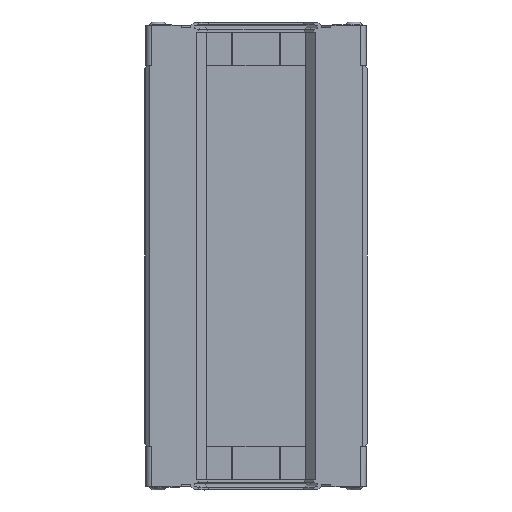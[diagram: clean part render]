
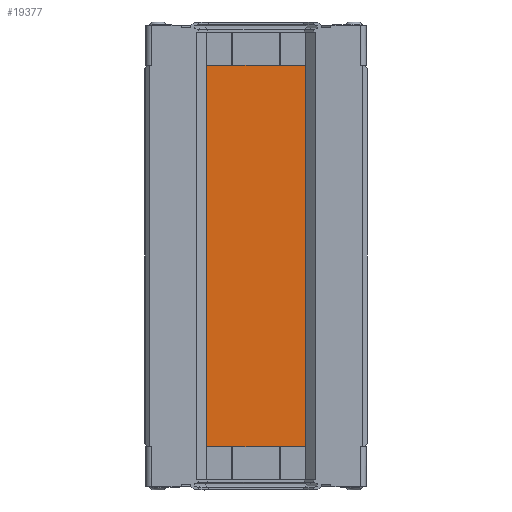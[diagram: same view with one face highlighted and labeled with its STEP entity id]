
A CAD part, front view. The second image highlights one B-rep face of the part: STEP entity #19377.
In plain terms, the highlighted planar face has unit normal (0, -1, 0).
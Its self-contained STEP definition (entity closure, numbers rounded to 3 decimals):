
#249=LINE('',#27180,#2415);
#290=LINE('',#27263,#2456);
#376=LINE('',#27577,#2542);
#417=LINE('',#27660,#2583);
#504=LINE('',#27956,#2670);
#528=LINE('',#28004,#2694);
#541=LINE('',#28044,#2707);
#542=LINE('',#28045,#2708);
#543=LINE('',#28047,#2709);
#544=LINE('',#28049,#2710);
#545=LINE('',#28050,#2711);
#546=LINE('',#28051,#2712);
#2415=VECTOR('',#22000,15.);
#2456=VECTOR('',#22069,15.);
#2542=VECTOR('',#22343,15.);
#2583=VECTOR('',#22412,15.);
#2670=VECTOR('',#22677,44.2);
#2694=VECTOR('',#22709,44.2);
#2707=VECTOR('',#22740,201.);
#2708=VECTOR('',#22741,0.649);
#2709=VECTOR('',#22742,0.649);
#2710=VECTOR('',#22743,201.);
#2711=VECTOR('',#22744,0.649);
#2712=VECTOR('',#22745,0.649);
#5052=FACE_OUTER_BOUND('',#6202,.T.);
#6202=EDGE_LOOP('',(#12766,#12767,#12768,#12769,#12770,#12771,#12772,#12773,
#12774,#12775,#12776,#12777));
#7620=VERTEX_POINT('',#27177);
#7621=VERTEX_POINT('',#27179);
#7648=VERTEX_POINT('',#27261);
#7649=VERTEX_POINT('',#27262);
#7746=VERTEX_POINT('',#27574);
#7747=VERTEX_POINT('',#27576);
#7774=VERTEX_POINT('',#27658);
#7775=VERTEX_POINT('',#27659);
#7896=VERTEX_POINT('',#28042);
#7897=VERTEX_POINT('',#28043);
#7898=VERTEX_POINT('',#28046);
#7899=VERTEX_POINT('',#28048);
#9370=EDGE_CURVE('',#7621,#7620,#249,.T.);
#9411=EDGE_CURVE('',#7648,#7649,#290,.T.);
#9544=EDGE_CURVE('',#7747,#7746,#376,.T.);
#9585=EDGE_CURVE('',#7774,#7775,#417,.T.);
#9712=EDGE_CURVE('',#7621,#7648,#504,.T.);
#9736=EDGE_CURVE('',#7774,#7747,#528,.T.);
#9753=EDGE_CURVE('',#7896,#7897,#541,.T.);
#9754=EDGE_CURVE('',#7649,#7897,#542,.T.);
#9755=EDGE_CURVE('',#7898,#7620,#543,.T.);
#9756=EDGE_CURVE('',#7899,#7898,#544,.T.);
#9757=EDGE_CURVE('',#7775,#7899,#545,.T.);
#9758=EDGE_CURVE('',#7896,#7746,#546,.T.);
#12766=ORIENTED_EDGE('',*,*,#9753,.T.);
#12767=ORIENTED_EDGE('',*,*,#9754,.F.);
#12768=ORIENTED_EDGE('',*,*,#9411,.F.);
#12769=ORIENTED_EDGE('',*,*,#9712,.F.);
#12770=ORIENTED_EDGE('',*,*,#9370,.T.);
#12771=ORIENTED_EDGE('',*,*,#9755,.F.);
#12772=ORIENTED_EDGE('',*,*,#9756,.F.);
#12773=ORIENTED_EDGE('',*,*,#9757,.F.);
#12774=ORIENTED_EDGE('',*,*,#9585,.F.);
#12775=ORIENTED_EDGE('',*,*,#9736,.T.);
#12776=ORIENTED_EDGE('',*,*,#9544,.T.);
#12777=ORIENTED_EDGE('',*,*,#9758,.F.);
#17427=PLANE('',#20583);
#19377=ADVANCED_FACE('',(#5052),#17427,.F.);
#20583=AXIS2_PLACEMENT_3D('',#28041,#22738,#22739);
#22000=DIRECTION('',(0.,0.,1.));
#22069=DIRECTION('',(0.,0.,1.));
#22343=DIRECTION('',(0.,0.,-1.));
#22412=DIRECTION('',(0.,0.,-1.));
#22677=DIRECTION('',(1.,0.,0.));
#22709=DIRECTION('',(1.,0.,0.));
#22738=DIRECTION('center_axis',(0.,1.,0.));
#22739=DIRECTION('ref_axis',(0.,0.,1.));
#22740=DIRECTION('',(0.,0.,1.));
#22741=DIRECTION('',(1.,0.,0.));
#22742=DIRECTION('',(1.,0.,0.));
#22743=DIRECTION('',(0.,0.,1.));
#22744=DIRECTION('',(-1.,0.,0.));
#22745=DIRECTION('',(-1.,0.,0.));
#27177=CARTESIAN_POINT('',(-22.1,7.1,100.5));
#27179=CARTESIAN_POINT('',(-22.1,7.1,85.5));
#27180=CARTESIAN_POINT('',(-22.1,7.1,85.5));
#27261=CARTESIAN_POINT('',(22.1,7.1,85.5));
#27262=CARTESIAN_POINT('',(22.1,7.1,100.5));
#27263=CARTESIAN_POINT('',(22.1,7.1,85.5));
#27574=CARTESIAN_POINT('',(22.1,7.1,-100.5));
#27576=CARTESIAN_POINT('',(22.1,7.1,-85.5));
#27577=CARTESIAN_POINT('',(22.1,7.1,-85.5));
#27658=CARTESIAN_POINT('',(-22.1,7.1,-85.5));
#27659=CARTESIAN_POINT('',(-22.1,7.1,-100.5));
#27660=CARTESIAN_POINT('',(-22.1,7.1,-85.5));
#27956=CARTESIAN_POINT('',(-22.749,7.1,85.5));
#28004=CARTESIAN_POINT('',(-22.749,7.1,-85.5));
#28041=CARTESIAN_POINT('Origin',(22.749,7.1,85.5));
#28042=CARTESIAN_POINT('',(22.749,7.1,-100.5));
#28043=CARTESIAN_POINT('',(22.749,7.1,100.5));
#28044=CARTESIAN_POINT('',(22.749,7.1,85.5));
#28045=CARTESIAN_POINT('',(3.168,7.1,100.5));
#28046=CARTESIAN_POINT('',(-22.749,7.1,100.5));
#28047=CARTESIAN_POINT('',(3.168,7.1,100.5));
#28048=CARTESIAN_POINT('',(-22.749,7.1,-100.5));
#28049=CARTESIAN_POINT('',(-22.749,7.1,85.5));
#28050=CARTESIAN_POINT('',(3.168,7.1,-100.5));
#28051=CARTESIAN_POINT('',(3.168,7.1,-100.5));
